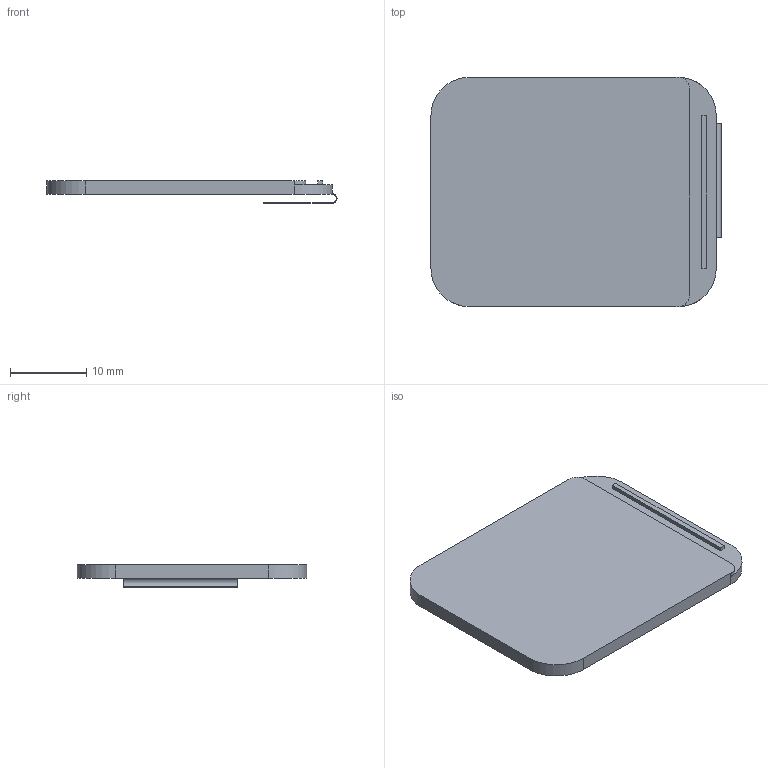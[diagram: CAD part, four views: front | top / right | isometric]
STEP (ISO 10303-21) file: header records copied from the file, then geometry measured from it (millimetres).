
FILE_DESCRIPTION(('FreeCAD Model'),'2;1');
FILE_NAME('Open CASCADE Shape Model','2025-07-11T18:00:34',(''),(''), 'Open CASCADE STEP processor 7.8','FreeCAD','Unknown');
FILE_SCHEMA(('AUTOMOTIVE_DESIGN { 1 0 10303 214 1 1 1 1 }'));
Length unit declared in the file: millimetre
Products named in the file (1): Display
Bounding box: 37.92 x 30 x 2.95 mm (x, y, z)
Volume: 1951 mm3; surface area: 2766.9 mm2
Topology: 1 solids, 1 shells, 26 faces, 67 edges, 44 vertices
Faces by surface type: plane 18, cylinder 8
Entity records: 865 total; most frequent: DIRECTION 139, CARTESIAN_POINT 138, ORIENTED_EDGE 134, EDGE_CURVE 67, LINE 49, VECTOR 49, AXIS2_PLACEMENT_3D 45, VERTEX_POINT 44
